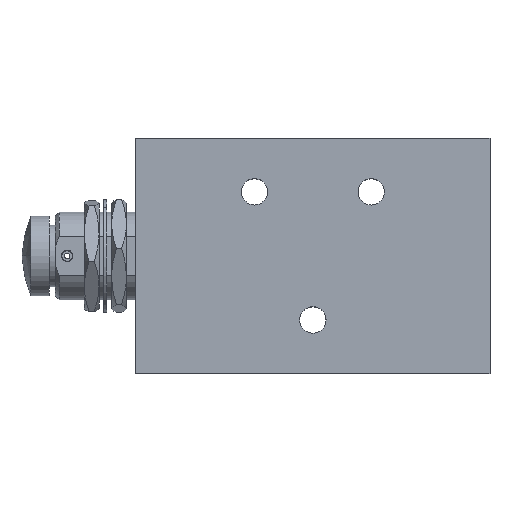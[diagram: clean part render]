
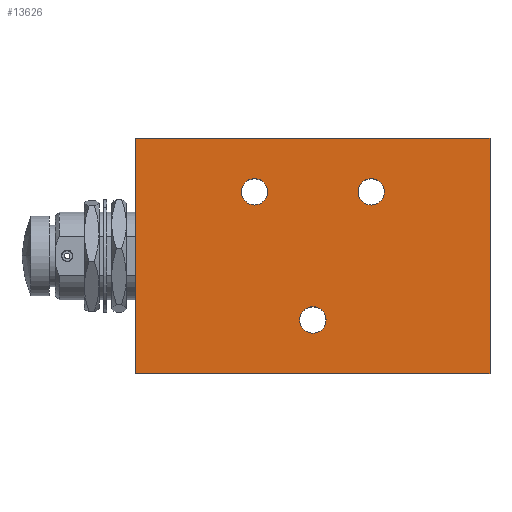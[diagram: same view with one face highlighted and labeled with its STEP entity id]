
A CAD part, top view. The second image highlights one B-rep face of the part: STEP entity #13626.
In plain terms, the highlighted planar face has unit normal (0, 0, 1).
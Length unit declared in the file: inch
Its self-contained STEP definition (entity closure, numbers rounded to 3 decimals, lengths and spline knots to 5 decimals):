
#143 = CIRCLE ( 'NONE', #634, 0.07 ) ;
#303 = EDGE_LOOP ( 'NONE', ( #11156, #2503 ) ) ;
#500 = VERTEX_POINT ( 'NONE', #8093 ) ;
#576 = ORIENTED_EDGE ( 'NONE', *, *, #7754, .T. ) ;
#597 = CARTESIAN_POINT ( 'NONE',  ( 0.24, 0.34, 0.3125 ) ) ;
#622 = VERTEX_POINT ( 'NONE', #12089 ) ;
#634 = AXIS2_PLACEMENT_3D ( 'NONE', #3605, #2336, #8531 ) ;
#914 = AXIS2_PLACEMENT_3D ( 'NONE', #3566, #3666, #12087 ) ;
#1159 = DIRECTION ( 'NONE',  ( 1., 0., 0. ) ) ;
#1205 = CIRCLE ( 'NONE', #7816, 0.07 ) ;
#1228 = LINE ( 'NONE', #11078, #4484 ) ;
#1478 = CIRCLE ( 'NONE', #9005, 0.07 ) ;
#1561 = DIRECTION ( 'NONE',  ( 0., -1., 0. ) ) ;
#1589 = CARTESIAN_POINT ( 'NONE',  ( 0.07, -0.34, 0.3125 ) ) ;
#1785 = DIRECTION ( 'NONE',  ( 0., 0., 1. ) ) ;
#1875 = LINE ( 'NONE', #7818, #7149 ) ;
#1884 = AXIS2_PLACEMENT_3D ( 'NONE', #12129, #6234, #14486 ) ;
#2177 = DIRECTION ( 'NONE',  ( 0., -1., 0. ) ) ;
#2336 = DIRECTION ( 'NONE',  ( 0., 0., 1. ) ) ;
#2428 = DIRECTION ( 'NONE',  ( 0., 0., 1. ) ) ;
#2503 = ORIENTED_EDGE ( 'NONE', *, *, #10863, .F. ) ;
#2611 = CIRCLE ( 'NONE', #914, 0.07 ) ;
#2634 = PLANE ( 'NONE',  #1884 ) ;
#2713 = CIRCLE ( 'NONE', #9534, 0.07 ) ;
#2746 = CARTESIAN_POINT ( 'NONE',  ( 0.38, 0.34, 0.3125 ) ) ;
#3338 = VERTEX_POINT ( 'NONE', #4579 ) ;
#3462 = DIRECTION ( 'NONE',  ( 1., 0., 0. ) ) ;
#3566 = CARTESIAN_POINT ( 'NONE',  ( 0., -0.34, 0.3125 ) ) ;
#3605 = CARTESIAN_POINT ( 'NONE',  ( 0.31, 0.34, 0.3125 ) ) ;
#3666 = DIRECTION ( 'NONE',  ( 0., 0., 1. ) ) ;
#4096 = LINE ( 'NONE', #13534, #8397 ) ;
#4382 = EDGE_CURVE ( 'NONE', #500, #622, #4096, .T. ) ;
#4484 = VECTOR ( 'NONE', #8662, 39.37008 ) ;
#4567 = EDGE_CURVE ( 'NONE', #3338, #5297, #1205, .T. ) ;
#4579 = CARTESIAN_POINT ( 'NONE',  ( -0.38, 0.34, 0.3125 ) ) ;
#4780 = CARTESIAN_POINT ( 'NONE',  ( 0.31, 0.34, 0.3125 ) ) ;
#4996 = FACE_BOUND ( 'NONE', #303, .T. ) ;
#5067 = CARTESIAN_POINT ( 'NONE',  ( -0.94, -0.625, 0.3125 ) ) ;
#5294 = ORIENTED_EDGE ( 'NONE', *, *, #5770, .F. ) ;
#5297 = VERTEX_POINT ( 'NONE', #8824 ) ;
#5338 = VERTEX_POINT ( 'NONE', #5067 ) ;
#5491 = CARTESIAN_POINT ( 'NONE',  ( -0.31, 0.34, 0.3125 ) ) ;
#5554 = FACE_BOUND ( 'NONE', #10233, .T. ) ;
#5770 = EDGE_CURVE ( 'NONE', #622, #5338, #1228, .T. ) ;
#5780 = VECTOR ( 'NONE', #2177, 39.37008 ) ;
#6234 = DIRECTION ( 'NONE',  ( 0., 0., -1. ) ) ;
#6620 = EDGE_LOOP ( 'NONE', ( #9288, #15188 ) ) ;
#6928 = CARTESIAN_POINT ( 'NONE',  ( -0.31, 0.34, 0.3125 ) ) ;
#7149 = VECTOR ( 'NONE', #9156, 39.37008 ) ;
#7181 = DIRECTION ( 'NONE',  ( 0., 0., 1. ) ) ;
#7284 = LINE ( 'NONE', #15499, #5780 ) ;
#7736 = ORIENTED_EDGE ( 'NONE', *, *, #4382, .F. ) ;
#7754 = EDGE_CURVE ( 'NONE', #500, #12464, #1875, .T. ) ;
#7816 = AXIS2_PLACEMENT_3D ( 'NONE', #5491, #1785, #14942 ) ;
#7818 = CARTESIAN_POINT ( 'NONE',  ( 0.94, 0.625, 0.3125 ) ) ;
#8093 = CARTESIAN_POINT ( 'NONE',  ( 0.94, 0.625, 0.3125 ) ) ;
#8156 = FACE_BOUND ( 'NONE', #6620, .T. ) ;
#8239 = VERTEX_POINT ( 'NONE', #2746 ) ;
#8397 = VECTOR ( 'NONE', #1561, 39.37008 ) ;
#8531 = DIRECTION ( 'NONE',  ( 1., 0., 0. ) ) ;
#8567 = CARTESIAN_POINT ( 'NONE',  ( 0., -0.34, 0.3125 ) ) ;
#8582 = AXIS2_PLACEMENT_3D ( 'NONE', #8567, #2428, #12063 ) ;
#8662 = DIRECTION ( 'NONE',  ( -1., 0., 0. ) ) ;
#8824 = CARTESIAN_POINT ( 'NONE',  ( -0.24, 0.34, 0.3125 ) ) ;
#9005 = AXIS2_PLACEMENT_3D ( 'NONE', #6928, #15403, #3462 ) ;
#9156 = DIRECTION ( 'NONE',  ( -1., 0., 0. ) ) ;
#9288 = ORIENTED_EDGE ( 'NONE', *, *, #14622, .F. ) ;
#9395 = CARTESIAN_POINT ( 'NONE',  ( -0.07, -0.34, 0.3125 ) ) ;
#9534 = AXIS2_PLACEMENT_3D ( 'NONE', #4780, #7181, #1159 ) ;
#10092 = EDGE_CURVE ( 'NONE', #10708, #10556, #12714, .T. ) ;
#10130 = ORIENTED_EDGE ( 'NONE', *, *, #15617, .T. ) ;
#10233 = EDGE_LOOP ( 'NONE', ( #10362, #13786 ) ) ;
#10362 = ORIENTED_EDGE ( 'NONE', *, *, #14590, .F. ) ;
#10556 = VERTEX_POINT ( 'NONE', #1589 ) ;
#10708 = VERTEX_POINT ( 'NONE', #9395 ) ;
#10863 = EDGE_CURVE ( 'NONE', #12339, #8239, #143, .T. ) ;
#10921 = EDGE_LOOP ( 'NONE', ( #10130, #5294, #7736, #576 ) ) ;
#11078 = CARTESIAN_POINT ( 'NONE',  ( 0.94, -0.625, 0.3125 ) ) ;
#11156 = ORIENTED_EDGE ( 'NONE', *, *, #13450, .F. ) ;
#12063 = DIRECTION ( 'NONE',  ( 1., 0., 0. ) ) ;
#12087 = DIRECTION ( 'NONE',  ( 1., 0., 0. ) ) ;
#12089 = CARTESIAN_POINT ( 'NONE',  ( 0.94, -0.625, 0.3125 ) ) ;
#12129 = CARTESIAN_POINT ( 'NONE',  ( 0.94, -0.625, 0.3125 ) ) ;
#12339 = VERTEX_POINT ( 'NONE', #597 ) ;
#12464 = VERTEX_POINT ( 'NONE', #14528 ) ;
#12714 = CIRCLE ( 'NONE', #8582, 0.07 ) ;
#13450 = EDGE_CURVE ( 'NONE', #8239, #12339, #2713, .T. ) ;
#13534 = CARTESIAN_POINT ( 'NONE',  ( 0.94, -0.625, 0.3125 ) ) ;
#13626 = ADVANCED_FACE ( 'NONE', ( #8156, #4996, #5554, #14205 ), #2634, .F. ) ;
#13786 = ORIENTED_EDGE ( 'NONE', *, *, #4567, .F. ) ;
#14205 = FACE_OUTER_BOUND ( 'NONE', #10921, .T. ) ;
#14486 = DIRECTION ( 'NONE',  ( -1., 0., 0. ) ) ;
#14528 = CARTESIAN_POINT ( 'NONE',  ( -0.94, 0.625, 0.3125 ) ) ;
#14590 = EDGE_CURVE ( 'NONE', #5297, #3338, #1478, .T. ) ;
#14622 = EDGE_CURVE ( 'NONE', #10556, #10708, #2611, .T. ) ;
#14942 = DIRECTION ( 'NONE',  ( 1., 0., 0. ) ) ;
#15188 = ORIENTED_EDGE ( 'NONE', *, *, #10092, .F. ) ;
#15403 = DIRECTION ( 'NONE',  ( 0., 0., 1. ) ) ;
#15499 = CARTESIAN_POINT ( 'NONE',  ( -0.94, -0.625, 0.3125 ) ) ;
#15617 = EDGE_CURVE ( 'NONE', #12464, #5338, #7284, .T. ) ;
